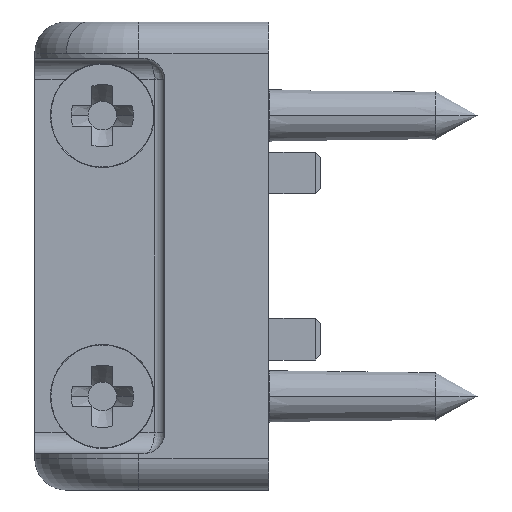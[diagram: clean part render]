
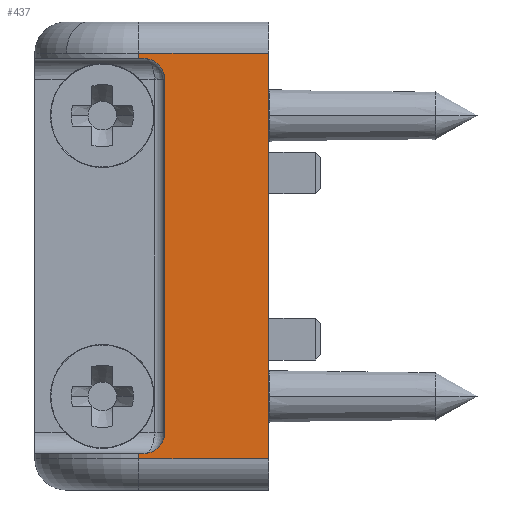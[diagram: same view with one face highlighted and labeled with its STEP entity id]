
A CAD part, front view. The second image highlights one B-rep face of the part: STEP entity #437.
In plain terms, the highlighted planar face has unit normal (0, -1, 0).
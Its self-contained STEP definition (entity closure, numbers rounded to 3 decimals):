
#437=ADVANCED_FACE('',(#928),#929,.T.);
#928=FACE_OUTER_BOUND('',#3374,.T.);
#929=PLANE('',#3375);
#3374=EDGE_LOOP('',(#6063,#6064,#6065,#6066,#6067,#6068,#6069,#6070,#6071,#6072));
#3375=AXIS2_PLACEMENT_3D('',#6073,#6074,#6075);
#6063=ORIENTED_EDGE('',*,*,#6938,.F.);
#6064=ORIENTED_EDGE('',*,*,#6939,.T.);
#6065=ORIENTED_EDGE('',*,*,#6907,.T.);
#6066=ORIENTED_EDGE('',*,*,#6897,.T.);
#6067=ORIENTED_EDGE('',*,*,#6933,.T.);
#6068=ORIENTED_EDGE('',*,*,#6930,.F.);
#6069=ORIENTED_EDGE('',*,*,#6940,.F.);
#6070=ORIENTED_EDGE('',*,*,#6941,.F.);
#6071=ORIENTED_EDGE('',*,*,#6828,.T.);
#6072=ORIENTED_EDGE('',*,*,#6942,.F.);
#6073=CARTESIAN_POINT('',(-12.5,-22.5,-22.5));
#6074=DIRECTION('',(0.0,-1.0,0.0));
#6075=DIRECTION('',(0.0,0.0,-1.0));
#6828=EDGE_CURVE('',#7582,#7580,#7583,.F.);
#6897=EDGE_CURVE('',#7680,#7678,#7681,.T.);
#6907=EDGE_CURVE('',#7692,#7680,#7693,.T.);
#6930=EDGE_CURVE('',#7724,#7726,#7727,.F.);
#6933=EDGE_CURVE('',#7678,#7726,#7730,.T.);
#6938=EDGE_CURVE('',#7735,#7736,#7737,.F.);
#6939=EDGE_CURVE('',#7735,#7692,#7738,.T.);
#6940=EDGE_CURVE('',#7739,#7724,#7740,.F.);
#6941=EDGE_CURVE('',#7582,#7739,#7741,.F.);
#6942=EDGE_CURVE('',#7736,#7580,#7742,.F.);
#7580=VERTEX_POINT('',#8935);
#7582=VERTEX_POINT('',#8937);
#7583=LINE('',#8938,#8939);
#7678=VERTEX_POINT('',#9076);
#7680=VERTEX_POINT('',#9079);
#7681=LINE('',#9080,#9081);
#7692=VERTEX_POINT('',#9129);
#7693=CIRCLE('',#9130,2.0);
#7724=VERTEX_POINT('',#9278);
#7726=VERTEX_POINT('',#9280);
#7727=LINE('',#9281,#9282);
#7730=CIRCLE('',#9286,2.0);
#7735=VERTEX_POINT('',#9328);
#7736=VERTEX_POINT('',#9329);
#7737=LINE('',#9330,#9331);
#7738=LINE('',#9332,#9333);
#7739=VERTEX_POINT('',#9334);
#7740=LINE('',#9335,#9336);
#7741=LINE('',#9337,#9338);
#7742=LINE('',#9339,#9340);
#8935=CARTESIAN_POINT('',(0.,-22.5,19.5));
#8937=CARTESIAN_POINT('',(0.,-22.5,-19.5));
#8938=CARTESIAN_POINT('',(0.,-22.5,-22.5));
#8939=VECTOR('',#10192,1.0);
#9076=CARTESIAN_POINT('',(-10.0,-22.5,-17.0));
#9079=CARTESIAN_POINT('',(-10.0,-22.5,17.0));
#9080=CARTESIAN_POINT('',(-10.0,-22.5,-20.75));
#9081=VECTOR('',#10248,1.0);
#9129=CARTESIAN_POINT('',(-12.0,-22.5,19.0));
#9130=AXIS2_PLACEMENT_3D('',#10256,#10257,#10258);
#9278=CARTESIAN_POINT('',(-12.5,-22.5,-19.0));
#9280=CARTESIAN_POINT('',(-12.0,-22.5,-19.0));
#9281=CARTESIAN_POINT('',(-6.25,-22.5,-19.0));
#9282=VECTOR('',#10273,1.0);
#9286=AXIS2_PLACEMENT_3D('',#10275,#10276,#10277);
#9328=CARTESIAN_POINT('',(-12.5,-22.5,19.0));
#9329=CARTESIAN_POINT('',(-12.5,-22.5,19.5));
#9330=CARTESIAN_POINT('',(-12.5,-22.5,-22.5));
#9331=VECTOR('',#10278,1.0);
#9332=CARTESIAN_POINT('',(-6.25,-22.5,19.0));
#9333=VECTOR('',#10279,1.0);
#9334=CARTESIAN_POINT('',(-12.5,-22.5,-19.5));
#9335=CARTESIAN_POINT('',(-12.5,-22.5,-22.5));
#9336=VECTOR('',#10280,1.0);
#9337=CARTESIAN_POINT('',(0.151,-22.5,-19.5));
#9338=VECTOR('',#10281,1.0);
#9339=CARTESIAN_POINT('',(-12.654,-22.5,19.5));
#9340=VECTOR('',#10282,1.0);
#10192=DIRECTION('',(0.0,0.0,-1.0));
#10248=DIRECTION('',(0.0,0.0,-1.0));
#10256=CARTESIAN_POINT('',(-12.0,-22.5,17.0));
#10257=DIRECTION('',(-0.0,1.0,0.0));
#10258=DIRECTION('',(0.0,0.0,1.0));
#10273=DIRECTION('',(-1.0,-0.0,-0.0));
#10275=CARTESIAN_POINT('',(-12.0,-22.5,-17.0));
#10276=DIRECTION('',(-0.0,1.0,0.0));
#10277=DIRECTION('',(0.0,0.0,-1.0));
#10278=DIRECTION('',(0.,0.0,-1.0));
#10279=DIRECTION('',(1.0,0.0,0.0));
#10280=DIRECTION('',(0.,0.0,-1.0));
#10281=DIRECTION('',(1.0,0.,0.0));
#10282=DIRECTION('',(-1.0,0.,0.0));
